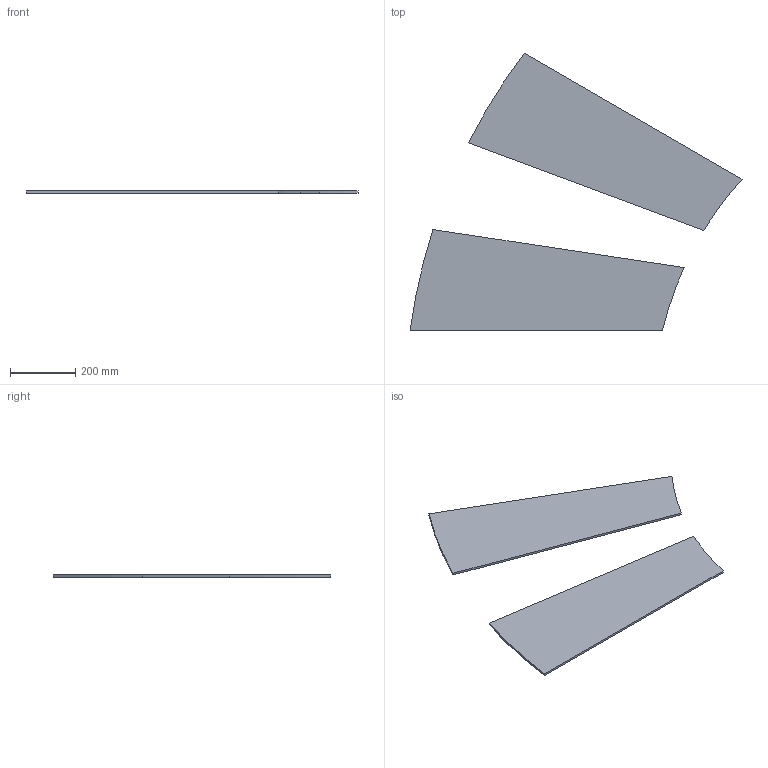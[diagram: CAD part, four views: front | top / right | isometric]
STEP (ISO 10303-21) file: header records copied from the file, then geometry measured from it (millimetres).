
FILE_DESCRIPTION(/* description */ (''),/* implementation_level */ '2;1');
FILE_NAME(/* name */ 'test_2',/* time_stamp */ '2026-01-01T16:42:26-08:00',/* author */ (''),/* organization */ (''),/* preprocessor_version */ 'ST-DEVELOPER v19.2',/* originating_system */ 'Rhino 8.22',/* authorisation */ '');
FILE_SCHEMA (('AP242_MANAGED_MODEL_BASED_3D_ENGINEERING_MIM_LF { 1 0 10303 442 3 1 4 }'));
Length unit declared in the file: inch
Products named in the file (1): Document
Bounding box: 1018.41 x 851.69 x 6.35 mm (x, y, z)
Volume: 2527921.9 mm3; surface area: 822487.4 mm2
Topology: 2 solids, 2 shells, 12 faces, 24 edges, 16 vertices
Faces by surface type: plane 8, cylinder 4
Entity records: 332 total; most frequent: CARTESIAN_POINT 94, ORIENTED_EDGE 48, DIRECTION 32, EDGE_CURVE 24, AXIS2_PLACEMENT_3D 22, VERTEX_POINT 16, ADVANCED_FACE 12, FACE_OUTER_BOUND 12
